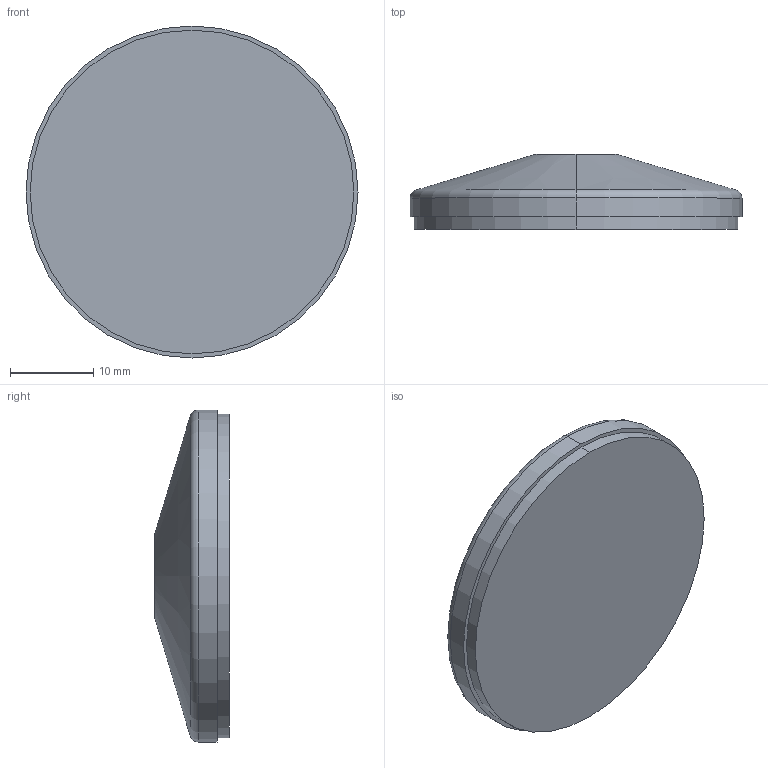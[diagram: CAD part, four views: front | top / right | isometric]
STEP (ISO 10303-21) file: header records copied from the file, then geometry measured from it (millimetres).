
FILE_DESCRIPTION (( 'STEP AP203' ), '1' );
FILE_NAME ('W0003510-55- feet.STEP', '2024-05-27T12:23:06', ( '' ), ( '' ), 'SwSTEP 2.0', 'SolidWorks 2024', '' );
FILE_SCHEMA (( 'CONFIG_CONTROL_DESIGN' ));
Length unit declared in the file: millimetre
Products named in the file (1): W0003510-55- feet
Bounding box: 40 x 9.03 x 40 mm (x, y, z)
Volume: 7601.5 mm3; surface area: 3259.5 mm2
Topology: 1 solids, 1 shells, 16 faces, 37 edges, 22 vertices
Faces by surface type: torus 6, cylinder 4, sphere 2, cone 2, plane 2
Entity records: 501 total; most frequent: DIRECTION 92, CARTESIAN_POINT 68, ORIENTED_EDGE 64, AXIS2_PLACEMENT_3D 43, EDGE_CURVE 32, CIRCLE 26, VERTEX_POINT 19, EDGE_LOOP 17
